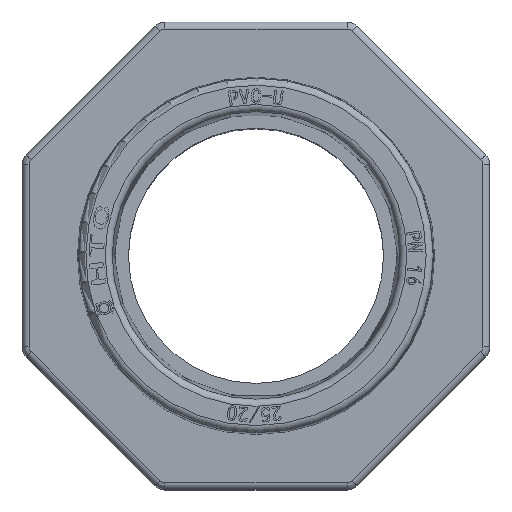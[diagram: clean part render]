
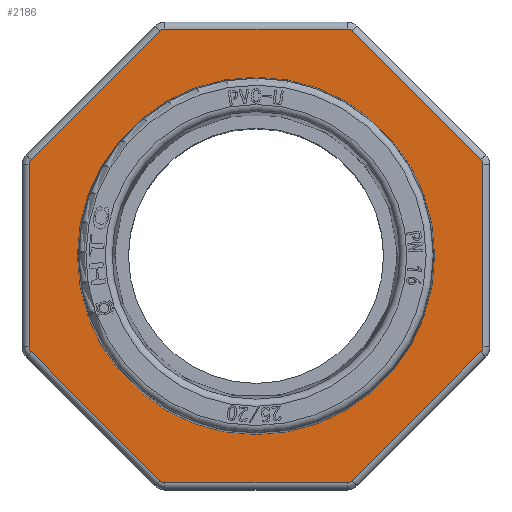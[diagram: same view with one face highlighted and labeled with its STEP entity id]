
A CAD part, top view. The second image highlights one B-rep face of the part: STEP entity #2186.
In plain terms, the highlighted planar face has unit normal (0, 0, 1).
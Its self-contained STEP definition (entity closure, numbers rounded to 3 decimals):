
#2186=ADVANCED_FACE('',(#3648,#3649),#2942,.F.);
#2942=PLANE('',#13952);
#3648=FACE_BOUND('',#3720,.T.);
#3649=FACE_BOUND('',#3721,.T.);
#3720=EDGE_LOOP('',(#4665,#4666,#4667,#4668,#4669,#4670,#4671,#4672,#4673,
#4674,#4675,#4676,#4677,#4678,#4679,#4680));
#3721=EDGE_LOOP('',(#4681));
#4527=CIRCLE('',#13943,0.5);
#4528=CIRCLE('',#13944,0.5);
#4529=CIRCLE('',#13945,0.5);
#4530=CIRCLE('',#13946,0.5);
#4531=CIRCLE('',#13947,0.5);
#4532=CIRCLE('',#13948,0.5);
#4533=CIRCLE('',#13949,0.5);
#4534=CIRCLE('',#13950,0.5);
#4535=CIRCLE('',#13951,12.6);
#4665=ORIENTED_EDGE('',*,*,#10360,.T.);
#4666=ORIENTED_EDGE('',*,*,#10361,.T.);
#4667=ORIENTED_EDGE('',*,*,#10362,.T.);
#4668=ORIENTED_EDGE('',*,*,#10363,.T.);
#4669=ORIENTED_EDGE('',*,*,#10364,.T.);
#4670=ORIENTED_EDGE('',*,*,#10365,.T.);
#4671=ORIENTED_EDGE('',*,*,#10366,.T.);
#4672=ORIENTED_EDGE('',*,*,#10367,.T.);
#4673=ORIENTED_EDGE('',*,*,#10368,.T.);
#4674=ORIENTED_EDGE('',*,*,#10356,.T.);
#4675=ORIENTED_EDGE('',*,*,#10369,.T.);
#4676=ORIENTED_EDGE('',*,*,#10370,.T.);
#4677=ORIENTED_EDGE('',*,*,#10371,.T.);
#4678=ORIENTED_EDGE('',*,*,#10372,.T.);
#4679=ORIENTED_EDGE('',*,*,#10373,.T.);
#4680=ORIENTED_EDGE('',*,*,#10374,.T.);
#4681=ORIENTED_EDGE('',*,*,#10375,.F.);
#8926=VERTEX_POINT('',#18872);
#8927=VERTEX_POINT('',#18874);
#8930=VERTEX_POINT('',#18884);
#8931=VERTEX_POINT('',#18885);
#8932=VERTEX_POINT('',#18887);
#8933=VERTEX_POINT('',#18889);
#8934=VERTEX_POINT('',#18891);
#8935=VERTEX_POINT('',#18893);
#8936=VERTEX_POINT('',#18895);
#8937=VERTEX_POINT('',#18897);
#8938=VERTEX_POINT('',#18899);
#8939=VERTEX_POINT('',#18902);
#8940=VERTEX_POINT('',#18904);
#8941=VERTEX_POINT('',#18906);
#8942=VERTEX_POINT('',#18908);
#8943=VERTEX_POINT('',#18910);
#8944=VERTEX_POINT('',#18913);
#10356=EDGE_CURVE('',#8927,#8926,#12473,.T.);
#10360=EDGE_CURVE('',#8930,#8931,#4527,.T.);
#10361=EDGE_CURVE('',#8931,#8932,#12474,.T.);
#10362=EDGE_CURVE('',#8932,#8933,#4528,.T.);
#10363=EDGE_CURVE('',#8933,#8934,#12475,.T.);
#10364=EDGE_CURVE('',#8934,#8935,#4529,.T.);
#10365=EDGE_CURVE('',#8935,#8936,#12476,.T.);
#10366=EDGE_CURVE('',#8936,#8937,#4530,.T.);
#10367=EDGE_CURVE('',#8937,#8938,#12477,.T.);
#10368=EDGE_CURVE('',#8938,#8927,#4531,.T.);
#10369=EDGE_CURVE('',#8926,#8939,#4532,.T.);
#10370=EDGE_CURVE('',#8939,#8940,#12478,.T.);
#10371=EDGE_CURVE('',#8940,#8941,#4533,.T.);
#10372=EDGE_CURVE('',#8941,#8942,#12479,.T.);
#10373=EDGE_CURVE('',#8942,#8943,#4534,.T.);
#10374=EDGE_CURVE('',#8943,#8930,#12480,.T.);
#10375=EDGE_CURVE('',#8944,#8944,#4535,.T.);
#12473=LINE('',#18873,#13196);
#12474=LINE('',#18886,#13197);
#12475=LINE('',#18890,#13198);
#12476=LINE('',#18894,#13199);
#12477=LINE('',#18898,#13200);
#12478=LINE('',#18903,#13201);
#12479=LINE('',#18907,#13202);
#12480=LINE('',#18911,#13203);
#13196=VECTOR('',#14817,1.);
#13197=VECTOR('',#14832,1.);
#13198=VECTOR('',#14835,1.);
#13199=VECTOR('',#14838,1.);
#13200=VECTOR('',#14841,1.);
#13201=VECTOR('',#14846,1.);
#13202=VECTOR('',#14849,1.);
#13203=VECTOR('',#14852,1.);
#13943=AXIS2_PLACEMENT_3D('',#18883,#14830,#14831);
#13944=AXIS2_PLACEMENT_3D('',#18888,#14833,#14834);
#13945=AXIS2_PLACEMENT_3D('',#18892,#14836,#14837);
#13946=AXIS2_PLACEMENT_3D('',#18896,#14839,#14840);
#13947=AXIS2_PLACEMENT_3D('',#18900,#14842,#14843);
#13948=AXIS2_PLACEMENT_3D('',#18901,#14844,#14845);
#13949=AXIS2_PLACEMENT_3D('',#18905,#14847,#14848);
#13950=AXIS2_PLACEMENT_3D('',#18909,#14850,#14851);
#13951=AXIS2_PLACEMENT_3D('',#18912,#14853,#14854);
#13952=AXIS2_PLACEMENT_3D('',#18914,#14855,#14856);
#14817=DIRECTION('',(-1.,0.,0.));
#14830=DIRECTION('',(0.,0.,1.));
#14831=DIRECTION('',(-1.,0.,0.));
#14832=DIRECTION('',(1.,0.,0.));
#14833=DIRECTION('',(0.,0.,1.));
#14834=DIRECTION('',(-1.,0.,0.));
#14835=DIRECTION('',(0.707,0.707,0.));
#14836=DIRECTION('',(0.,0.,1.));
#14837=DIRECTION('',(-1.,0.,0.));
#14838=DIRECTION('',(0.,1.,0.));
#14839=DIRECTION('',(0.,0.,1.));
#14840=DIRECTION('',(-1.,0.,0.));
#14841=DIRECTION('',(-0.707,0.707,0.));
#14842=DIRECTION('',(0.,0.,1.));
#14843=DIRECTION('',(-1.,0.,0.));
#14844=DIRECTION('',(0.,0.,1.));
#14845=DIRECTION('',(-1.,0.,0.));
#14846=DIRECTION('',(-0.707,-0.707,0.));
#14847=DIRECTION('',(0.,0.,1.));
#14848=DIRECTION('',(-1.,0.,0.));
#14849=DIRECTION('',(0.,-1.,0.));
#14850=DIRECTION('',(0.,0.,1.));
#14851=DIRECTION('',(-1.,0.,0.));
#14852=DIRECTION('',(0.707,-0.707,0.));
#14853=DIRECTION('',(0.,0.,1.));
#14854=DIRECTION('',(-1.,0.,0.));
#14855=DIRECTION('',(0.,0.,-1.));
#14856=DIRECTION('',(-1.,0.,0.));
#18872=CARTESIAN_POINT('',(-6.42,59.5,27.004));
#18873=CARTESIAN_POINT('',(-6.627,59.5,27.004));
#18874=CARTESIAN_POINT('',(6.42,59.5,27.004));
#18883=CARTESIAN_POINT('',(-6.42,28.,27.004));
#18884=CARTESIAN_POINT('',(-6.774,27.646,27.004));
#18885=CARTESIAN_POINT('',(-6.42,27.5,27.004));
#18886=CARTESIAN_POINT('',(0.,27.5,27.004));
#18887=CARTESIAN_POINT('',(6.42,27.5,27.004));
#18888=CARTESIAN_POINT('',(6.42,28.,27.004));
#18889=CARTESIAN_POINT('',(6.774,27.646,27.004));
#18890=CARTESIAN_POINT('',(-10.436,10.436,27.004));
#18891=CARTESIAN_POINT('',(15.854,36.726,27.004));
#18892=CARTESIAN_POINT('',(15.5,37.08,27.004));
#18893=CARTESIAN_POINT('',(16.,37.08,27.004));
#18894=CARTESIAN_POINT('',(16.,0.,27.004));
#18895=CARTESIAN_POINT('',(16.,49.92,27.004));
#18896=CARTESIAN_POINT('',(15.5,49.92,27.004));
#18897=CARTESIAN_POINT('',(15.854,50.274,27.004));
#18898=CARTESIAN_POINT('',(6.627,59.5,27.004));
#18899=CARTESIAN_POINT('',(6.774,59.354,27.004));
#18900=CARTESIAN_POINT('',(6.42,59.,27.004));
#18901=CARTESIAN_POINT('',(-6.42,59.,27.004));
#18902=CARTESIAN_POINT('',(-6.774,59.354,27.004));
#18903=CARTESIAN_POINT('',(-16.,50.127,27.004));
#18904=CARTESIAN_POINT('',(-15.854,50.274,27.004));
#18905=CARTESIAN_POINT('',(-15.5,49.92,27.004));
#18906=CARTESIAN_POINT('',(-16.,49.92,27.004));
#18907=CARTESIAN_POINT('',(-16.,36.873,27.004));
#18908=CARTESIAN_POINT('',(-16.,37.08,27.004));
#18909=CARTESIAN_POINT('',(-15.5,37.08,27.004));
#18910=CARTESIAN_POINT('',(-15.854,36.726,27.004));
#18911=CARTESIAN_POINT('',(10.436,10.436,27.004));
#18912=CARTESIAN_POINT('',(0.,43.5,27.004));
#18913=CARTESIAN_POINT('',(-12.6,43.5,27.004));
#18914=CARTESIAN_POINT('',(0.,0.,27.004));
